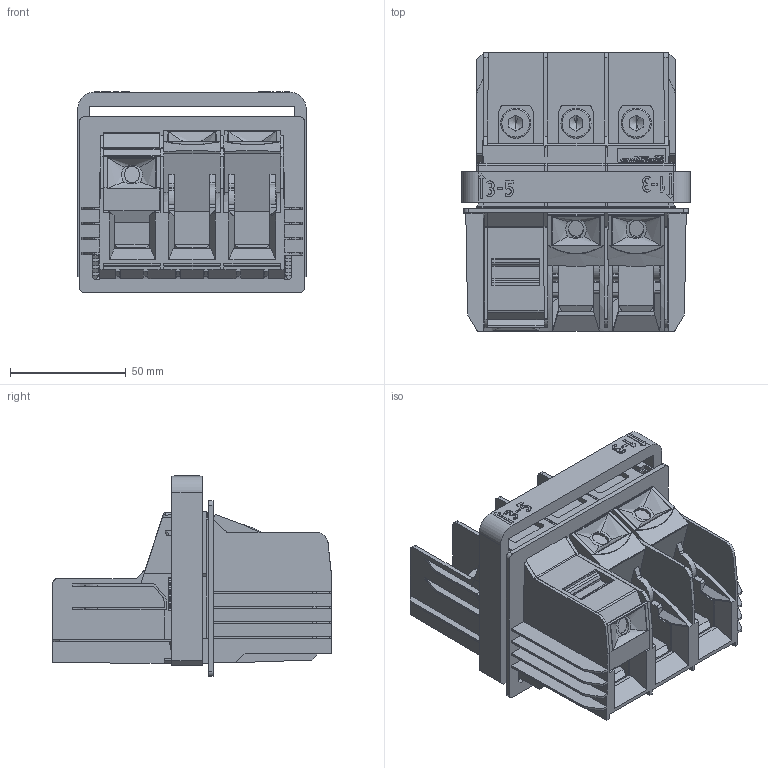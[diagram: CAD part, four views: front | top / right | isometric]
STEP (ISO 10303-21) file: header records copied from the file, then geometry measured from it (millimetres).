
FILE_DESCRIPTION(('Creo Elements/Direct Modeling STEP Export'),'2;1');
FILE_NAME('model.stp','2020-04-14T10:12:17',(''),(''),'Creo Elements/Direct Modeling STEP processor for AP214 (Solid Model)','Creo Elements/Direct Modeling 20.1A 29-Sep-2018 (C) Parametric Technology GmbH','');
FILE_SCHEMA(('AUTOMOTIVE_DESIGN { 1 0 10303 214 1 1 1 1 }'));
Length unit declared in the file: millimetre
Products named in the file (10): TW95-Wendeklemmkeil.2; TW95-Innenteil.1; schr.zyl-iskt_m8x12.1; schr.zyl-iskt_m8x12.1.1; SCHNORR-Scheibe_Gr_8.1; SCHNORR-Scheibe_Gr_8.1.1.1; SCHNORR-Scheibe_Gr_8.1.1.2; schr.zyl-iskt_m8x12.1.1.3; Baugruppe_Schrauben; TW95_3-CL.1
Assembly tree (9 placements, depth 3):
  TW95_3-CL.1
    Baugruppe_Schrauben
      schr.zyl-iskt_m8x12.1.1.3
      SCHNORR-Scheibe_Gr_8.1.1.2
      SCHNORR-Scheibe_Gr_8.1.1.1
      SCHNORR-Scheibe_Gr_8.1
      schr.zyl-iskt_m8x12.1.1
      schr.zyl-iskt_m8x12.1
    TW95-Innenteil.1
    TW95-Wendeklemmkeil.2
Bounding box: 98.5 x 120.05 x 86.62 mm (x, y, z)
Volume: 355448.8 mm3; surface area: 89029.3 mm2
Topology: 8 solids, 8 shells, 1647 faces, 4648 edges, 3076 vertices
Faces by surface type: plane 1272, cylinder 286, cone 30, bspline 26, extrusion 23, torus 8, sphere 2
Entity records: 75561 total; most frequent: CARTESIAN_POINT 20581, ORIENTED_EDGE 9280, DIRECTION 7744, EDGE_CURVE 4640, VECTOR 3722, LINE 3699, VERTEX_POINT 3076, AXIS2_PLACEMENT_3D 2011
